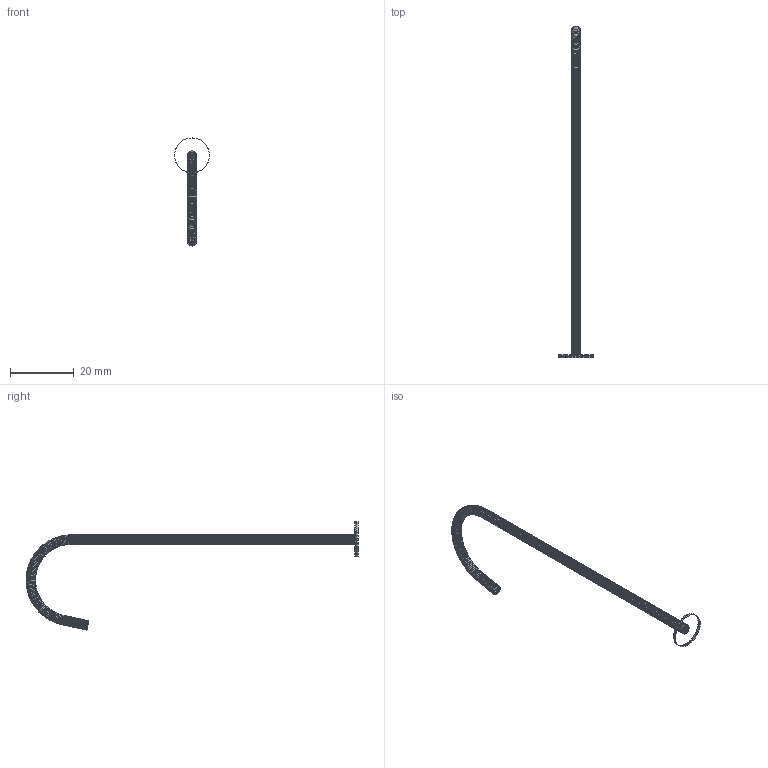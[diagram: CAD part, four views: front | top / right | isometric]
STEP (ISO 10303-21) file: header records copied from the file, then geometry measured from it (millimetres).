
FILE_DESCRIPTION(('FreeCAD Model'),'2;1');
FILE_NAME('Open CASCADE Shape Model','2024-10-21T10:37:23',('Author'),( ''),'Open CASCADE STEP processor 7.6','FreeCAD','Unknown');
FILE_SCHEMA(('AUTOMOTIVE_DESIGN { 1 0 10303 214 1 1 1 1 }'));
Products named in the file (1): Torneira_banheira001
Bounding box: 11 x 104.47 x 34 mm (x, y, z)
Surface area: 2261 mm2 (no closed solid volume)
Topology: 0 solids, 2 shells, 5680 faces, 8520 edges, 2840 vertices
Faces by surface type: plane 5680
Entity records: 110801 total; most frequent: DIRECTION 19882, CARTESIAN_POINT 17041, ORIENTED_EDGE 17040, EDGE_CURVE 8520, LINE 8520, VECTOR 8520, AXIS2_PLACEMENT_3D 5681, ADVANCED_FACE 5680
